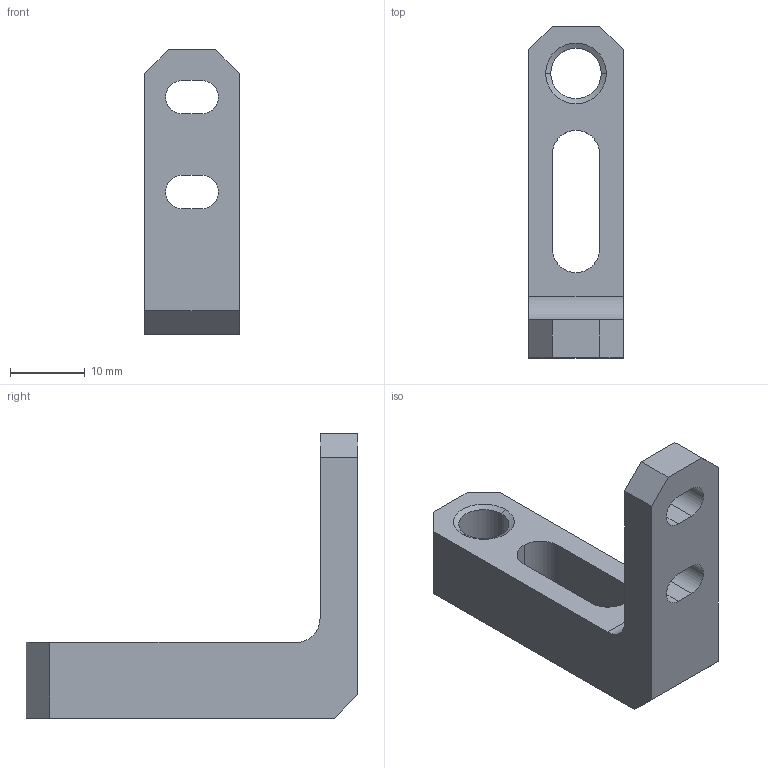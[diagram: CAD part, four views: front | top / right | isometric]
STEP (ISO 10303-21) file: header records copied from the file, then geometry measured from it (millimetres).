
FILE_DESCRIPTION (( 'STEP AP203' ), '1' );
FILE_NAME ('D070354-v2.STEP', '2012-02-22T18:45:20', ( 'Dwayne Giardina' ), ( 'Microsoft' ), 'SwSTEP 2.0', 'SolidWorks 2012', '' );
FILE_SCHEMA (( 'CONFIG_CONTROL_DESIGN' ));
Length unit declared in the file: inch
Products named in the file (1): D070354-v2
Bounding box: 12.7 x 44.45 x 38.1 mm (x, y, z)
Volume: 5559 mm3; surface area: 3594.3 mm2
Topology: 1 solids, 1 shells, 34 faces, 92 edges, 60 vertices
Faces by surface type: plane 19, cylinder 11, cone 4
Entity records: 1165 total; most frequent: DIRECTION 188, CARTESIAN_POINT 187, ORIENTED_EDGE 184, EDGE_CURVE 92, LINE 66, VECTOR 66, AXIS2_PLACEMENT_3D 61, VERTEX_POINT 60
